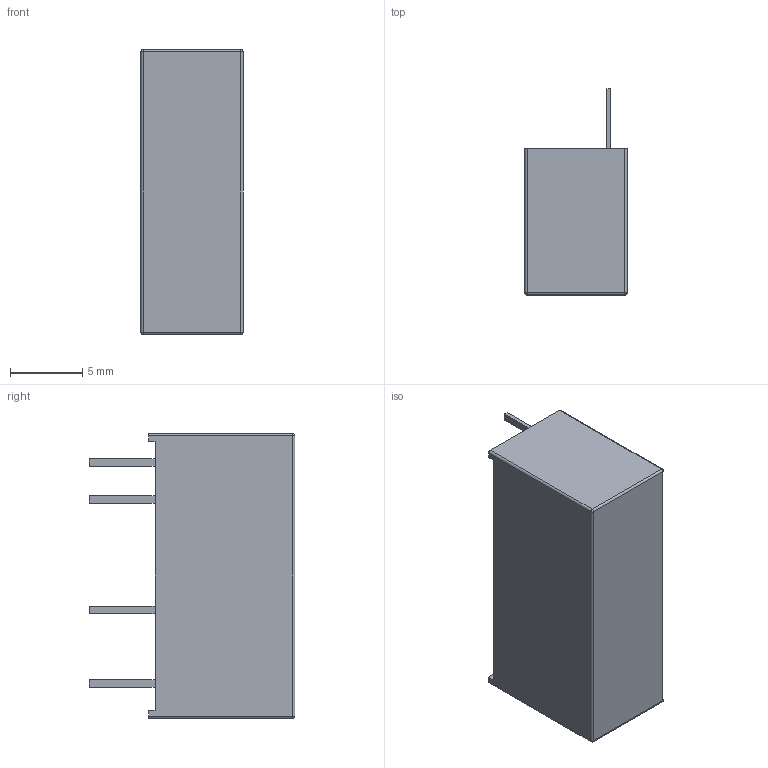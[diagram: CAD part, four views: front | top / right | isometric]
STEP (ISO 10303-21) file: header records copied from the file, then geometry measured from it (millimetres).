
FILE_DESCRIPTION((''),'2;1');
FILE_NAME('RP-xxxx.stp','2014-04-18T08:55:46',('ching'),(''),'Autodesk Inventor 2013','Autodesk Inventor 2013','');
FILE_SCHEMA(('AUTOMOTIVE_DESIGN { 1 0 10303 214 1 1 1 1 }'));
Length unit declared in the file: millimetre
Products named in the file (1): MSEN-0505(C2-030_case)
Bounding box: 7.05 x 14.2 x 19.65 mm (x, y, z)
Volume: 413.5 mm3; surface area: 1522.7 mm2
Topology: 6 solids, 6 shells, 72 faces, 168 edges, 108 vertices
Faces by surface type: plane 60, cylinder 8, sphere 4
Entity records: 2063 total; most frequent: CARTESIAN_POINT 349, ORIENTED_EDGE 336, DIRECTION 330, EDGE_CURVE 168, VECTOR 152, LINE 152, VERTEX_POINT 108, AXIS2_PLACEMENT_3D 89
